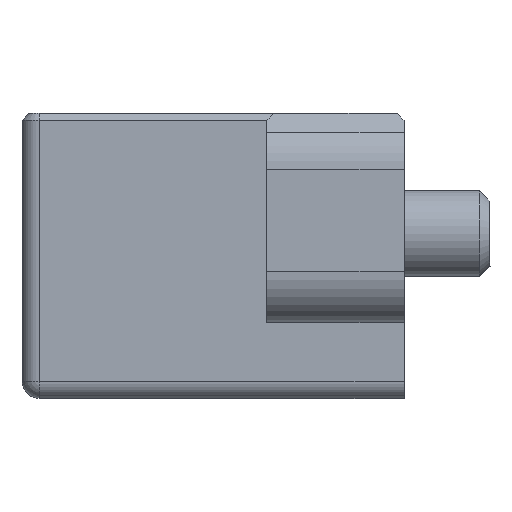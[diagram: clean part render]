
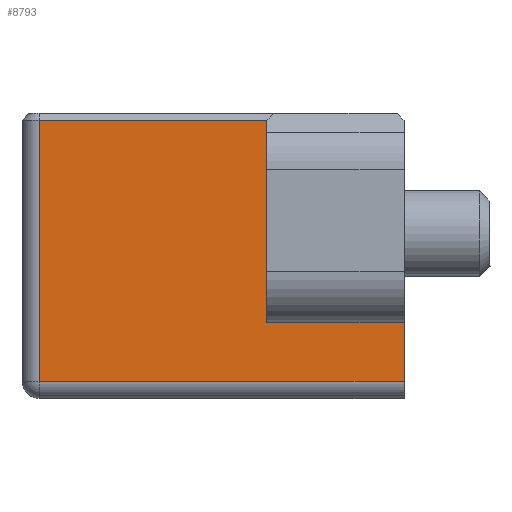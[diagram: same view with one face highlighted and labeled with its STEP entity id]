
A CAD part, front view. The second image highlights one B-rep face of the part: STEP entity #8793.
In plain terms, the highlighted face is planar.
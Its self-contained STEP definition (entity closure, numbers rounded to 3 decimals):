
#464=PLANE('',#9387);
#813=FACE_OUTER_BOUND('',#1322,.T.);
#1322=EDGE_LOOP('',(#6313,#6314,#6315,#6316,#6317,#6318,#6319,#6320));
#1884=LINE('',#12726,#2873);
#1885=LINE('',#12729,#2874);
#1886=LINE('',#12731,#2875);
#1887=LINE('',#12733,#2876);
#1888=LINE('',#12735,#2877);
#1889=LINE('',#12737,#2878);
#1890=LINE('',#12739,#2879);
#1891=LINE('',#12740,#2880);
#2873=VECTOR('',#10284,10.);
#2874=VECTOR('',#10287,10.);
#2875=VECTOR('',#10288,10.);
#2876=VECTOR('',#10289,10.);
#2877=VECTOR('',#10290,10.);
#2878=VECTOR('',#10291,10.);
#2879=VECTOR('',#10292,10.);
#2880=VECTOR('',#10293,10.);
#4035=VERTEX_POINT('',#12720);
#4036=VERTEX_POINT('',#12724);
#4037=VERTEX_POINT('',#12728);
#4038=VERTEX_POINT('',#12730);
#4039=VERTEX_POINT('',#12732);
#4040=VERTEX_POINT('',#12734);
#4041=VERTEX_POINT('',#12736);
#4042=VERTEX_POINT('',#12738);
#4914=EDGE_CURVE('',#4035,#4036,#1884,.T.);
#4915=EDGE_CURVE('',#4037,#4035,#1885,.T.);
#4916=EDGE_CURVE('',#4038,#4037,#1886,.T.);
#4917=EDGE_CURVE('',#4039,#4038,#1887,.T.);
#4918=EDGE_CURVE('',#4039,#4040,#1888,.T.);
#4919=EDGE_CURVE('',#4040,#4041,#1889,.T.);
#4920=EDGE_CURVE('',#4041,#4042,#1890,.T.);
#4921=EDGE_CURVE('',#4042,#4036,#1891,.T.);
#6313=ORIENTED_EDGE('',*,*,#4914,.F.);
#6314=ORIENTED_EDGE('',*,*,#4915,.F.);
#6315=ORIENTED_EDGE('',*,*,#4916,.F.);
#6316=ORIENTED_EDGE('',*,*,#4917,.F.);
#6317=ORIENTED_EDGE('',*,*,#4918,.T.);
#6318=ORIENTED_EDGE('',*,*,#4919,.T.);
#6319=ORIENTED_EDGE('',*,*,#4920,.T.);
#6320=ORIENTED_EDGE('',*,*,#4921,.T.);
#8793=ADVANCED_FACE('',(#813),#464,.T.);
#9387=AXIS2_PLACEMENT_3D('',#12727,#10285,#10286);
#10284=DIRECTION('',(1.,0.,0.));
#10285=DIRECTION('center_axis',(0.,1.,0.));
#10286=DIRECTION('ref_axis',(0.,0.,
1.));
#10287=DIRECTION('',(0.,0.,-1.));
#10288=DIRECTION('',(-1.,0.,0.));
#10289=DIRECTION('',(0.,0.,1.));
#10290=DIRECTION('',(-1.,0.,0.));
#10291=DIRECTION('',(0.,0.,-1.));
#10292=DIRECTION('',(-1.,0.,0.));
#10293=DIRECTION('',(0.,0.,-1.));
#12720=CARTESIAN_POINT('',(-10.125,55.675,0.4));
#12724=CARTESIAN_POINT('',(3.125,55.675,0.4));
#12726=CARTESIAN_POINT('',(6.125,55.675,0.4));
#12727=CARTESIAN_POINT('Origin',(9.125,55.675,12.2));
#12728=CARTESIAN_POINT('',(-10.125,55.675,15.6));
#12729=CARTESIAN_POINT('',(-10.125,55.675,9.15));
#12730=CARTESIAN_POINT('',(11.125,55.675,15.6));
#12731=CARTESIAN_POINT('',(9.125,55.675,15.6));
#12732=CARTESIAN_POINT('',(11.125,55.675,12.2));
#12733=CARTESIAN_POINT('',(11.125,55.675,17.));
#12734=CARTESIAN_POINT('',(7.125,55.675,12.2));
#12735=CARTESIAN_POINT('',(6.125,55.675,12.2));
#12736=CARTESIAN_POINT('',(7.125,55.675,10.2));
#12737=CARTESIAN_POINT('',(7.125,55.675,9.637));
#12738=CARTESIAN_POINT('',(3.125,55.675,10.2));
#12739=CARTESIAN_POINT('',(3.125,55.675,10.2));
#12740=CARTESIAN_POINT('',(3.125,55.675,20.05));
